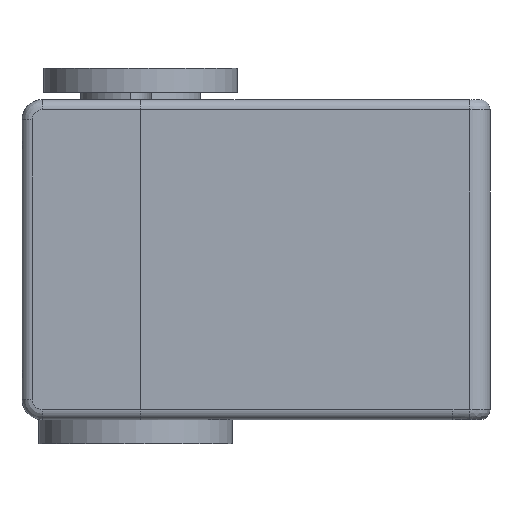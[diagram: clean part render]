
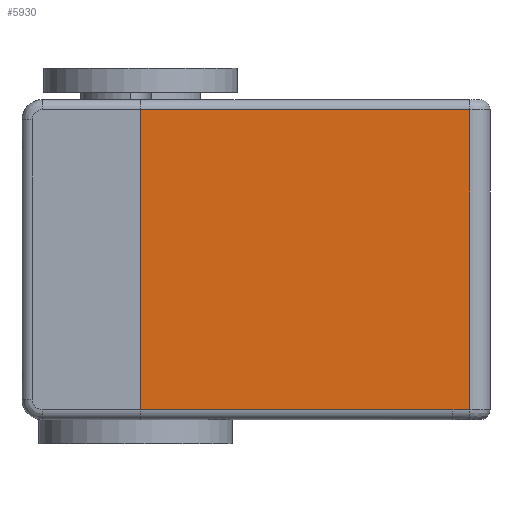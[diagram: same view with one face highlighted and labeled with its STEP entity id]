
A CAD part, front view. The second image highlights one B-rep face of the part: STEP entity #5930.
In plain terms, the highlighted planar face has unit normal (0, -1, 0).
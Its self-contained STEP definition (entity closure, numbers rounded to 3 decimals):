
#279=PLANE('',#6409);
#492=LINE('',#9149,#1010);
#493=LINE('',#9204,#1011);
#494=LINE('',#9208,#1012);
#495=LINE('',#9210,#1013);
#496=LINE('',#9211,#1014);
#1010=VECTOR('',#7212,10.);
#1011=VECTOR('',#7229,10.);
#1012=VECTOR('',#7234,10.);
#1013=VECTOR('',#7235,10.);
#1014=VECTOR('',#7236,10.);
#1638=FACE_OUTER_BOUND('',#1994,.T.);
#1994=EDGE_LOOP('',(#4293,#4294,#4295,#4296,#4297));
#2771=VERTEX_POINT('',#9146);
#2772=VERTEX_POINT('',#9148);
#2773=VERTEX_POINT('',#9203);
#2774=VERTEX_POINT('',#9207);
#2775=VERTEX_POINT('',#9209);
#3345=EDGE_CURVE('',#2771,#2772,#492,.T.);
#3353=EDGE_CURVE('',#2772,#2773,#493,.T.);
#3355=EDGE_CURVE('',#2774,#2771,#494,.T.);
#3356=EDGE_CURVE('',#2775,#2774,#495,.T.);
#3357=EDGE_CURVE('',#2773,#2775,#496,.T.);
#4293=ORIENTED_EDGE('',*,*,#3345,.F.);
#4294=ORIENTED_EDGE('',*,*,#3355,.F.);
#4295=ORIENTED_EDGE('',*,*,#3356,.F.);
#4296=ORIENTED_EDGE('',*,*,#3357,.F.);
#4297=ORIENTED_EDGE('',*,*,#3353,.F.);
#5930=ADVANCED_FACE('',(#1638),#279,.T.);
#6409=AXIS2_PLACEMENT_3D('',#9206,#7232,#7233);
#7212=DIRECTION('',(1.,0.,0.));
#7229=DIRECTION('',(0.,0.,-1.));
#7232=DIRECTION('center_axis',(0.,-1.,0.));
#7233=DIRECTION('ref_axis',(1.,0.,0.));
#7234=DIRECTION('',(0.,0.,1.));
#7235=DIRECTION('',(-1.,0.,0.));
#7236=DIRECTION('',(-1.,0.,0.));
#9146=CARTESIAN_POINT('',(316.445,58.38,299.));
#9148=CARTESIAN_POINT('',(349.055,58.38,299.));
#9149=CARTESIAN_POINT('',(320.917,58.38,299.));
#9203=CARTESIAN_POINT('',(349.055,58.38,269.3));
#9204=CARTESIAN_POINT('',(349.055,58.38,270.));
#9206=CARTESIAN_POINT('Origin',(305.835,58.38,270.));
#9207=CARTESIAN_POINT('',(316.445,58.38,269.3));
#9208=CARTESIAN_POINT('',(316.445,58.38,277.075));
#9209=CARTESIAN_POINT('',(347.386,58.38,269.3));
#9210=CARTESIAN_POINT('',(317.14,58.38,269.3));
#9211=CARTESIAN_POINT('',(317.14,58.38,269.3));
